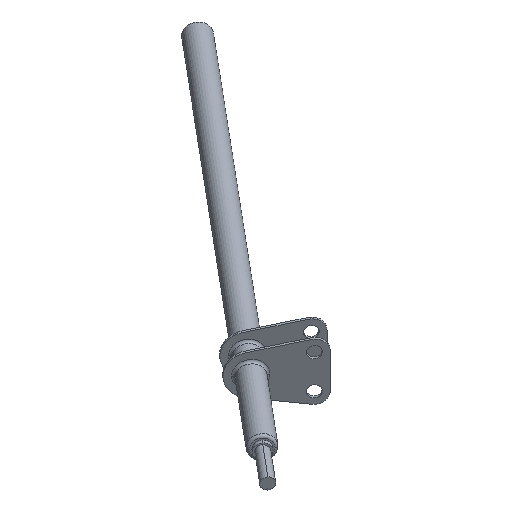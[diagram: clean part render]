
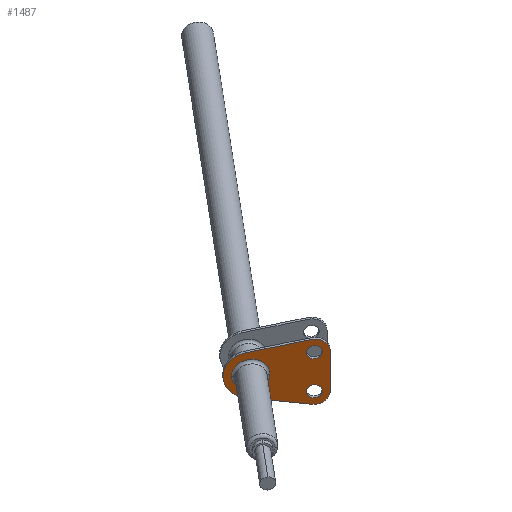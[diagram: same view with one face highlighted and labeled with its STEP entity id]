
A CAD part, isometric view. The second image highlights one B-rep face of the part: STEP entity #1487.
In plain terms, the highlighted face is planar.
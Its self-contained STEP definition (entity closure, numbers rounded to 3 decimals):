
#20=FACE_BOUND('',#337,.T.);
#21=FACE_BOUND('',#338,.T.);
#22=FACE_BOUND('',#339,.T.);
#36=PLANE('',#1744);
#117=CIRCLE('',#1745,17.5);
#118=CIRCLE('',#1746,10.);
#119=CIRCLE('',#1747,10.);
#120=CIRCLE('',#1748,12.);
#121=CIRCLE('',#1749,5.);
#122=CIRCLE('',#1750,5.);
#274=FACE_OUTER_BOUND('',#336,.T.);
#336=EDGE_LOOP('',(#1318,#1319,#1320,#1321,#1322,#1323));
#337=EDGE_LOOP('',(#1324));
#338=EDGE_LOOP('',(#1325));
#339=EDGE_LOOP('',(#1326));
#438=LINE('',#4330,#546);
#439=LINE('',#4334,#547);
#440=LINE('',#4338,#548);
#546=VECTOR('',#2111,42.057);
#547=VECTOR('',#2114,42.057);
#548=VECTOR('',#2117,30.);
#782=VERTEX_POINT('',#4328);
#783=VERTEX_POINT('',#4329);
#784=VERTEX_POINT('',#4331);
#785=VERTEX_POINT('',#4333);
#786=VERTEX_POINT('',#4335);
#787=VERTEX_POINT('',#4337);
#788=VERTEX_POINT('',#4340);
#789=VERTEX_POINT('',#4342);
#790=VERTEX_POINT('',#4344);
#1050=EDGE_CURVE('',#782,#783,#438,.T.);
#1051=EDGE_CURVE('',#783,#784,#117,.T.);
#1052=EDGE_CURVE('',#784,#785,#439,.T.);
#1053=EDGE_CURVE('',#785,#786,#118,.T.);
#1054=EDGE_CURVE('',#786,#787,#440,.T.);
#1055=EDGE_CURVE('',#787,#782,#119,.T.);
#1056=EDGE_CURVE('',#788,#788,#120,.T.);
#1057=EDGE_CURVE('',#789,#789,#121,.T.);
#1058=EDGE_CURVE('',#790,#790,#122,.T.);
#1318=ORIENTED_EDGE('',*,*,#1050,.T.);
#1319=ORIENTED_EDGE('',*,*,#1051,.T.);
#1320=ORIENTED_EDGE('',*,*,#1052,.T.);
#1321=ORIENTED_EDGE('',*,*,#1053,.T.);
#1322=ORIENTED_EDGE('',*,*,#1054,.T.);
#1323=ORIENTED_EDGE('',*,*,#1055,.T.);
#1324=ORIENTED_EDGE('',*,*,#1056,.T.);
#1325=ORIENTED_EDGE('',*,*,#1057,.T.);
#1326=ORIENTED_EDGE('',*,*,#1058,.T.);
#1487=ADVANCED_FACE('',(#274,#20,#21,#22),#36,.T.);
#1744=AXIS2_PLACEMENT_3D('',#4327,#2109,#2110);
#1745=AXIS2_PLACEMENT_3D('',#4332,#2112,#2113);
#1746=AXIS2_PLACEMENT_3D('',#4336,#2115,#2116);
#1747=AXIS2_PLACEMENT_3D('',#4339,#2118,#2119);
#1748=AXIS2_PLACEMENT_3D('',#4341,#2120,#2121);
#1749=AXIS2_PLACEMENT_3D('',#4343,#2122,#2123);
#1750=AXIS2_PLACEMENT_3D('',#4345,#2124,#2125);
#2109=DIRECTION('center_axis',(0.,1.,0.));
#2110=DIRECTION('ref_axis',(0.,0.,1.));
#2111=DIRECTION('',(-0.181,0.,-0.983));
#2112=DIRECTION('center_axis',(0.,1.,0.));
#2113=DIRECTION('ref_axis',(0.983,0.,-0.181));
#2114=DIRECTION('',(-0.181,0.,0.983));
#2115=DIRECTION('center_axis',(0.,1.,0.));
#2116=DIRECTION('ref_axis',(-0.983,0.,-0.181));
#2117=DIRECTION('',(1.,0.,0.));
#2118=DIRECTION('center_axis',(0.,1.,0.));
#2119=DIRECTION('ref_axis',(0.,0.,
1.));
#2120=DIRECTION('center_axis',(0.,-1.,0.));
#2121=DIRECTION('ref_axis',(0.,0.,1.));
#2122=DIRECTION('center_axis',(0.,-1.,0.));
#2123=DIRECTION('ref_axis',(0.,0.,
-1.));
#2124=DIRECTION('center_axis',(0.,-1.,0.));
#2125=DIRECTION('ref_axis',(0.,0.,
-1.));
#4327=CARTESIAN_POINT('Origin',(-25.3,80.,16.048));
#4328=CARTESIAN_POINT('',(24.834,80.,38.187));
#4329=CARTESIAN_POINT('',(17.21,80.,-3.173));
#4330=CARTESIAN_POINT('',(24.834,80.,38.187));
#4331=CARTESIAN_POINT('',(-17.21,80.,-3.173));
#4332=CARTESIAN_POINT('Origin',(0.,80.,0.));
#4333=CARTESIAN_POINT('',(-24.834,80.,38.187));
#4334=CARTESIAN_POINT('',(-17.21,80.,-3.173));
#4335=CARTESIAN_POINT('',(-15.,80.,50.));
#4336=CARTESIAN_POINT('Origin',(-15.,80.,40.));
#4337=CARTESIAN_POINT('',(15.,80.,50.));
#4338=CARTESIAN_POINT('',(-15.,80.,50.));
#4339=CARTESIAN_POINT('Origin',(15.,80.,40.));
#4340=CARTESIAN_POINT('',(0.,80.,-12.));
#4341=CARTESIAN_POINT('Origin',(0.,80.,0.));
#4342=CARTESIAN_POINT('',(15.,80.,45.));
#4343=CARTESIAN_POINT('Origin',(15.,80.,40.));
#4344=CARTESIAN_POINT('',(-15.,80.,45.));
#4345=CARTESIAN_POINT('Origin',(-15.,80.,40.));
